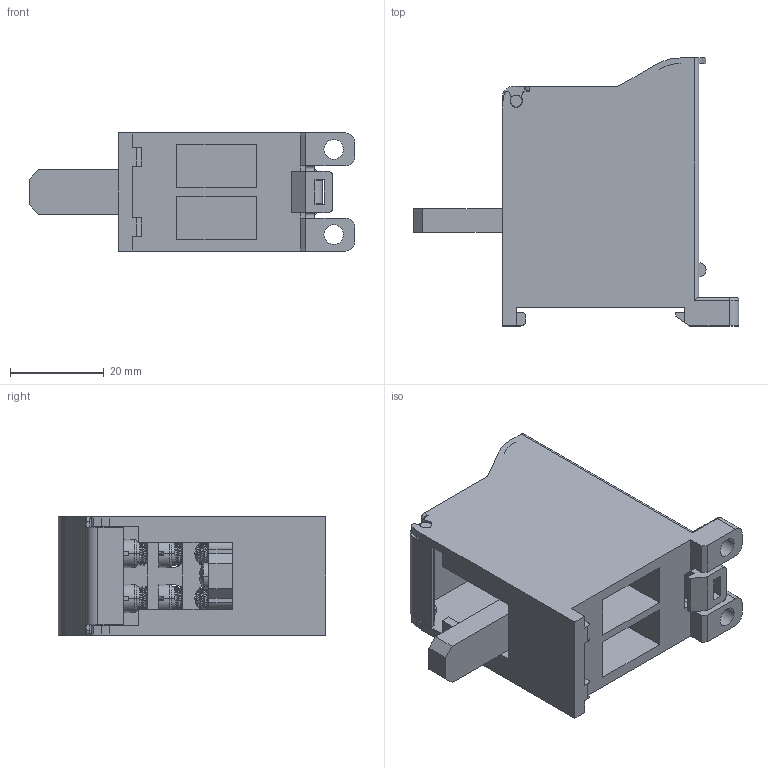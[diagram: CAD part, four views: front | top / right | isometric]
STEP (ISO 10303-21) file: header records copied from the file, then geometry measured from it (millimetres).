
FILE_DESCRIPTION((''),'2;1');
FILE_NAME('8YB754776-2','2022-03-18T',('ASUS'),(''),'PRO/ENGINEER BY PARAMETRIC TECHNOLOGY CORPORATION, 2013230','PRO/ENGINEER BY PARAMETRIC TECHNOLOGY CORPORATION, 2013230','');
FILE_SCHEMA(('CONFIG_CONTROL_DESIGN'));
Length unit declared in the file: millimetre
Products named in the file (1): 8YB754776-2
Bounding box: 69.5 x 57.2 x 25.2 mm (x, y, z)
Volume: 24722 mm3; surface area: 22742.2 mm2
Topology: 1 solids, 5 shells, 648 faces, 1990 edges, 1288 vertices
Faces by surface type: cylinder 257, plane 252, bspline 82, cone 32, torus 15, sphere 10
Entity records: 40540 total; most frequent: CARTESIAN_POINT 23853, ORIENTED_EDGE 3960, DIRECTION 2866, EDGE_CURVE 1980, VERTEX_POINT 1288, AXIS2_PLACEMENT_3D 964, VECTOR 938, LINE 938
